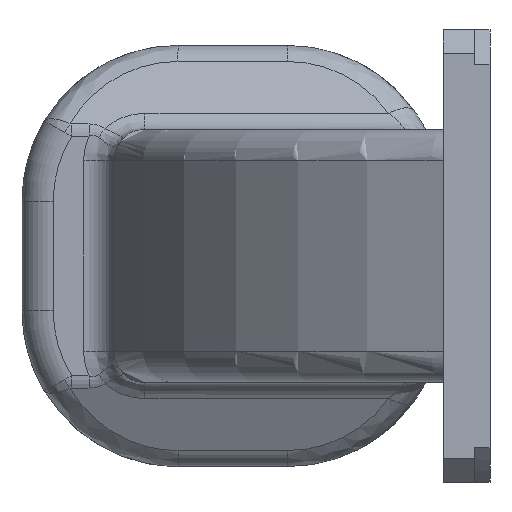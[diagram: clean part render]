
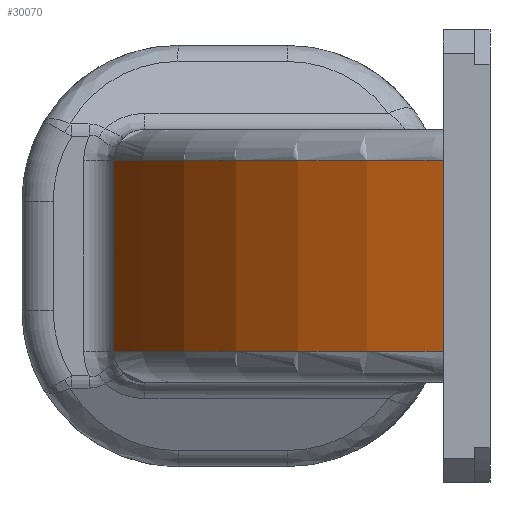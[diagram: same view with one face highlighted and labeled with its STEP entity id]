
A CAD part, left-side view. The second image highlights one B-rep face of the part: STEP entity #30070.
In plain terms, the highlighted cylindrical face has radius 34.5 mm (diameter 69 mm), a partial arc.
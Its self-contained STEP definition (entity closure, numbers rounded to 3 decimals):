
#9231=DIRECTION('',(0.,0.,1.));
#9232=VECTOR('',#9231,12.2);
#9233=CARTESIAN_POINT('',(-17.44,23.126,
-6.1));
#9234=LINE('1628',#9233,#9232);
#9235=CARTESIAN_POINT('',(-7.8,-10.,6.1));
#9236=DIRECTION('',(0.,0.,1.));
#9237=DIRECTION('',(-0.279,0.96,0.));
#9238=AXIS2_PLACEMENT_3D('',#9235,#9236,#9237);
#9240=DIRECTION('',(0.,0.,1.));
#9241=VECTOR('',#9240,12.2);
#9242=CARTESIAN_POINT('',(-40.146,2.,-6.1));
#9243=LINE('1625',#9242,#9241);
#9244=CARTESIAN_POINT('',(-7.8,-10.,-6.1));
#9245=DIRECTION('',(0.,0.,-1.));
#9246=DIRECTION('',(-0.938,0.348,0.));
#9247=AXIS2_PLACEMENT_3D('',#9244,#9245,#9246);
#12969=CARTESIAN_POINT('',(-40.146,2.,-6.1));
#12970=CARTESIAN_POINT('',(-40.146,2.,6.1));
#12971=VERTEX_POINT('',#12969);
#12972=VERTEX_POINT('',#12970);
#12975=CARTESIAN_POINT('',(-17.44,23.126,
-6.1));
#12976=CARTESIAN_POINT('',(-17.44,23.126,
6.1));
#12977=VERTEX_POINT('',#12975);
#12978=VERTEX_POINT('',#12976);
#30058=CARTESIAN_POINT('',(-7.8,-10.,-8.1));
#30059=DIRECTION('',(0.,0.,1.));
#30060=DIRECTION('',(1.,0.,0.));
#30061=AXIS2_PLACEMENT_3D('',#30058,#30059,#30060);
#30062=CYLINDRICAL_SURFACE('294',#30061,34.5);
#30063=ORIENTED_EDGE('1628',*,*,#30042,.T.);
#30064=ORIENTED_EDGE('1632',*,*,#29877,.T.);
#30065=ORIENTED_EDGE('1625',*,*,#16412,.F.);
#30067=ORIENTED_EDGE('1630',*,*,#30066,.T.);
#30068=EDGE_LOOP('294',(#30063,#30064,#30065,#30067));
#30069=FACE_OUTER_BOUND('294',#30068,.F.);
#9239=CIRCLE('1632',#9238,34.5);
#9248=CIRCLE('1630',#9247,34.5);
#16412=EDGE_CURVE('1625',#12971,#12972,#9243,.T.);
#29877=EDGE_CURVE('1632',#12978,#12972,#9239,.T.);
#30042=EDGE_CURVE('1628',#12977,#12978,#9234,.T.);
#30066=EDGE_CURVE('1630',#12971,#12977,#9248,.T.);
#30070=ADVANCED_FACE('294',(#30069),#30062,.T.);
